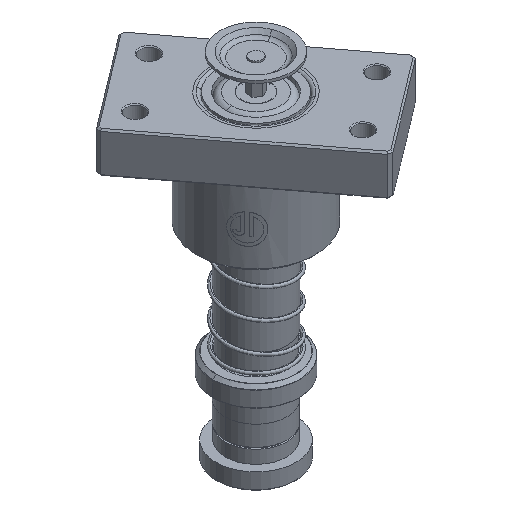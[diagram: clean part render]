
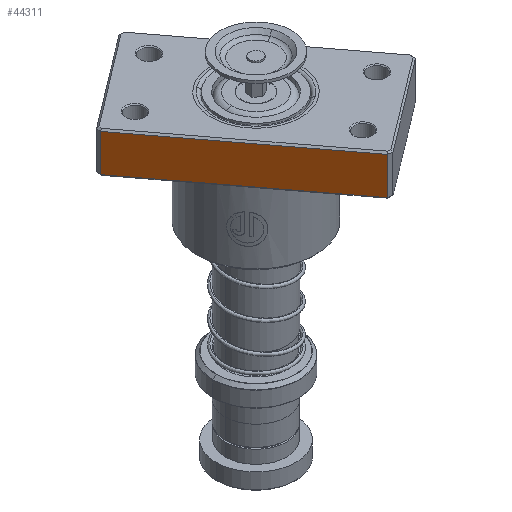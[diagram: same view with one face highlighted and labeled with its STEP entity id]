
A CAD part, isometric view. The second image highlights one B-rep face of the part: STEP entity #44311.
In plain terms, the highlighted face is planar.
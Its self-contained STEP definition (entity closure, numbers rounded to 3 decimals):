
#1447 = EDGE_LOOP ( 'NONE', ( #35275, #45639, #8853, #34923 ) ) ;
#3095 = LINE ( 'NONE', #29432, #44740 ) ;
#3263 = LINE ( 'NONE', #37151, #27840 ) ;
#5733 = VECTOR ( 'NONE', #37343, 1000. ) ;
#8024 = CARTESIAN_POINT ( 'NONE',  ( -63., 37.5, 25. ) ) ;
#8124 = LINE ( 'NONE', #49855, #12513 ) ;
#8740 = VERTEX_POINT ( 'NONE', #48783 ) ;
#8853 = ORIENTED_EDGE ( 'NONE', *, *, #9608, .F. ) ;
#9608 = EDGE_CURVE ( 'NONE', #13848, #51089, #3263, .T. ) ;
#11382 = EDGE_CURVE ( 'NONE', #49295, #8740, #34087, .T. ) ;
#12513 = VECTOR ( 'NONE', #33971, 1000. ) ;
#13771 = FACE_OUTER_BOUND ( 'NONE', #1447, .T. ) ;
#13848 = VERTEX_POINT ( 'NONE', #20358 ) ;
#20358 = CARTESIAN_POINT ( 'NONE',  ( -63., 37.5, 24. ) ) ;
#24419 = PLANE ( 'NONE',  #34922 ) ;
#25869 = CARTESIAN_POINT ( 'NONE',  ( -63., 37.5, 1. ) ) ;
#27745 = DIRECTION ( 'NONE',  ( 0., -1., 0. ) ) ;
#27840 = VECTOR ( 'NONE', #44967, 1000. ) ;
#29090 = CARTESIAN_POINT ( 'NONE',  ( 63., 37.5, 25. ) ) ;
#29432 = CARTESIAN_POINT ( 'NONE',  ( -63., 37.5, 1. ) ) ;
#29938 = DIRECTION ( 'NONE',  ( -1., 0., 0. ) ) ;
#33971 = DIRECTION ( 'NONE',  ( 1., 0., 0. ) ) ;
#34087 = LINE ( 'NONE', #29090, #5733 ) ;
#34922 = AXIS2_PLACEMENT_3D ( 'NONE', #8024, #27745, #36185 ) ;
#34923 = ORIENTED_EDGE ( 'NONE', *, *, #43502, .T. ) ;
#35275 = ORIENTED_EDGE ( 'NONE', *, *, #11382, .T. ) ;
#35338 = CARTESIAN_POINT ( 'NONE',  ( 63., 37.5, 24. ) ) ;
#36185 = DIRECTION ( 'NONE',  ( 0., 0., -1. ) ) ;
#37151 = CARTESIAN_POINT ( 'NONE',  ( -63., 37.5, 25. ) ) ;
#37343 = DIRECTION ( 'NONE',  ( 0., 0., -1. ) ) ;
#43310 = EDGE_CURVE ( 'NONE', #8740, #51089, #3095, .T. ) ;
#43502 = EDGE_CURVE ( 'NONE', #13848, #49295, #8124, .T. ) ;
#44311 = ADVANCED_FACE ( 'NONE', ( #13771 ), #24419, .F. ) ;
#44740 = VECTOR ( 'NONE', #29938, 1000. ) ;
#44967 = DIRECTION ( 'NONE',  ( 0., 0., -1. ) ) ;
#45639 = ORIENTED_EDGE ( 'NONE', *, *, #43310, .T. ) ;
#48783 = CARTESIAN_POINT ( 'NONE',  ( 63., 37.5, 1. ) ) ;
#49295 = VERTEX_POINT ( 'NONE', #35338 ) ;
#49855 = CARTESIAN_POINT ( 'NONE',  ( 63., 37.5, 24. ) ) ;
#51089 = VERTEX_POINT ( 'NONE', #25869 ) ;
